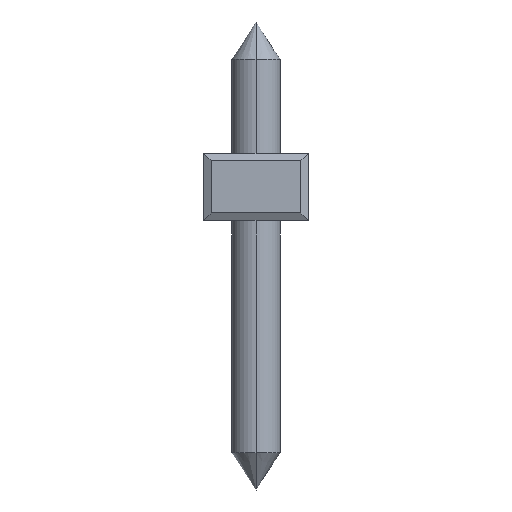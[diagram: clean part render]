
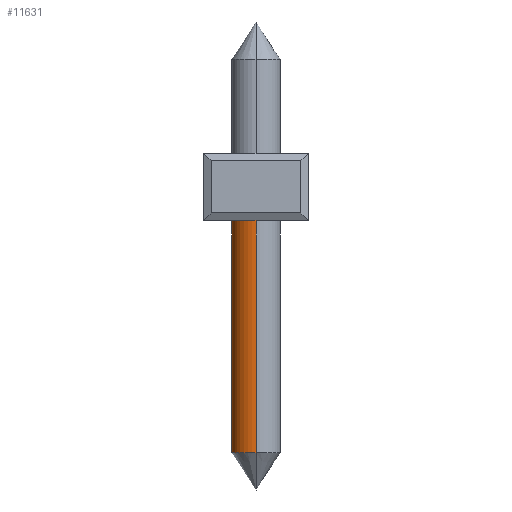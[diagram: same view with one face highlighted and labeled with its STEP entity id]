
A CAD part, front view. The second image highlights one B-rep face of the part: STEP entity #11631.
In plain terms, the highlighted cylindrical face has radius 0.65 mm (diameter 1.3 mm), a partial arc.
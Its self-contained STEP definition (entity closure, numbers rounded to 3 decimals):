
#3077=CARTESIAN_POINT('',(1.4,-107.5,0.2));
#3078=DIRECTION('',(0.,0.,1.));
#3079=DIRECTION('',(0.,1.,0.));
#3080=AXIS2_PLACEMENT_3D('',#3077,#3078,#3079);
#3087=CARTESIAN_POINT('',(1.4,-107.5,-6.2));
#3088=DIRECTION('',(0.,0.,1.));
#3089=DIRECTION('',(0.,1.,0.));
#3090=AXIS2_PLACEMENT_3D('',#3087,#3088,#3089);
#3092=DIRECTION('',(0.,0.,1.));
#3093=VECTOR('',#3092,6.4);
#3094=CARTESIAN_POINT('',(1.4,-106.85,-6.2));
#3095=LINE('',#3094,#3093);
#3101=DIRECTION('',(0.,0.,1.));
#3102=VECTOR('',#3101,6.4);
#3103=CARTESIAN_POINT('',(1.4,-108.15,-6.2));
#3104=LINE('',#3103,#3102);
#8374=CARTESIAN_POINT('',(1.4,-106.85,-6.2));
#8376=VERTEX_POINT('',#8374);
#8381=CARTESIAN_POINT('',(1.4,-108.15,-6.2));
#8382=VERTEX_POINT('',#8381);
#8385=CARTESIAN_POINT('',(1.4,-106.85,0.2));
#8386=CARTESIAN_POINT('',(1.4,-108.15,0.2));
#8387=VERTEX_POINT('',#8385);
#8388=VERTEX_POINT('',#8386);
#11617=CARTESIAN_POINT('',(1.4,-107.5,-7.825));
#11618=DIRECTION('',(0.,0.,1.));
#11619=DIRECTION('',(0.,1.,0.));
#11620=AXIS2_PLACEMENT_3D('',#11617,#11618,#11619);
#11621=CYLINDRICAL_SURFACE('',#11620,0.65);
#11622=ORIENTED_EDGE('',*,*,#11598,.T.);
#11624=ORIENTED_EDGE('',*,*,#11623,.F.);
#11626=ORIENTED_EDGE('',*,*,#11625,.F.);
#11628=ORIENTED_EDGE('',*,*,#11627,.T.);
#11629=EDGE_LOOP('',(#11622,#11624,#11626,#11628));
#11630=FACE_OUTER_BOUND('',#11629,.F.);
#11631=ADVANCED_FACE('',(#11630),#11621,.T.);
#3081=CIRCLE('',#3080,0.65);
#3091=CIRCLE('',#3090,0.65);
#11598=EDGE_CURVE('',#8387,#8388,#3081,.T.);
#11623=EDGE_CURVE('',#8382,#8388,#3104,.T.);
#11625=EDGE_CURVE('',#8376,#8382,#3091,.T.);
#11627=EDGE_CURVE('',#8376,#8387,#3095,.T.);
